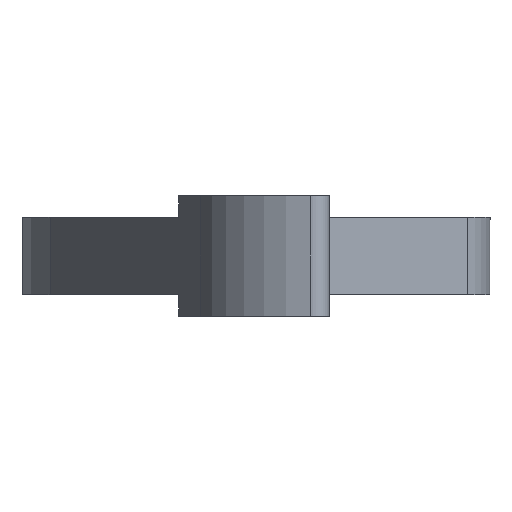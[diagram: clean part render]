
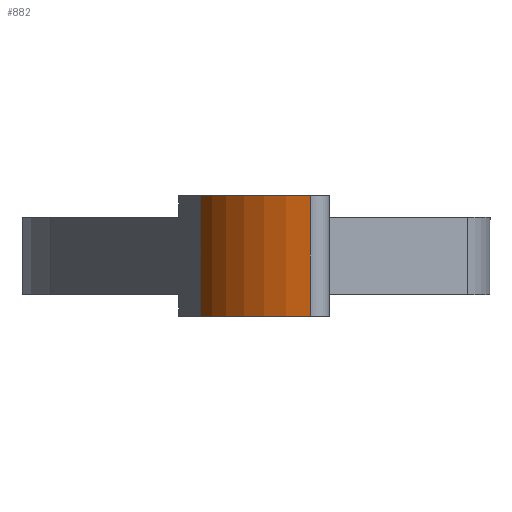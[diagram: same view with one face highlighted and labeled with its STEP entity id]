
A CAD part, left-side view. The second image highlights one B-rep face of the part: STEP entity #882.
In plain terms, the highlighted cylindrical face has radius 13.97 mm (diameter 27.94 mm), a partial arc.
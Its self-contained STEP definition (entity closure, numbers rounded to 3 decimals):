
#13 = CARTESIAN_POINT ( 'NONE',  ( -39.878, 7.468, 5.842 ) ) ;
#126 = DIRECTION ( 'NONE',  ( 0., 0., 1. ) ) ;
#155 = CARTESIAN_POINT ( 'NONE',  ( -44.993, 20.468, -3.759 ) ) ;
#214 = DIRECTION ( 'NONE',  ( 1., 0., 0. ) ) ;
#238 = AXIS2_PLACEMENT_3D ( 'NONE', #13, #456, #429 ) ;
#243 = FACE_OUTER_BOUND ( 'NONE', #631, .T. ) ;
#260 = DIRECTION ( 'NONE',  ( 0., 0., 1. ) ) ;
#299 = AXIS2_PLACEMENT_3D ( 'NONE', #319, #126, #214 ) ;
#315 = VERTEX_POINT ( 'NONE', #1032 ) ;
#319 = CARTESIAN_POINT ( 'NONE',  ( -39.878, 7.468, -5.842 ) ) ;
#326 = DIRECTION ( 'NONE',  ( 1., 0., 0. ) ) ;
#375 = CARTESIAN_POINT ( 'NONE',  ( -53.642, 9.86, -3.759 ) ) ;
#429 = DIRECTION ( 'NONE',  ( 1., 0., 0. ) ) ;
#431 = ORIENTED_EDGE ( 'NONE', *, *, #1269, .T. ) ;
#456 = DIRECTION ( 'NONE',  ( 0., 0., 1. ) ) ;
#482 = VERTEX_POINT ( 'NONE', #546 ) ;
#546 = CARTESIAN_POINT ( 'NONE',  ( -53.642, 9.86, 5.842 ) ) ;
#566 = VECTOR ( 'NONE', #260, 1000. ) ;
#631 = EDGE_LOOP ( 'NONE', ( #431, #832, #846, #662 ) ) ;
#662 = ORIENTED_EDGE ( 'NONE', *, *, #1124, .F. ) ;
#714 = CARTESIAN_POINT ( 'NONE',  ( -44.993, 20.468, 5.842 ) ) ;
#832 = ORIENTED_EDGE ( 'NONE', *, *, #1078, .T. ) ;
#846 = ORIENTED_EDGE ( 'NONE', *, *, #1300, .F. ) ;
#854 = CIRCLE ( 'NONE', #299, 13.97 ) ;
#878 = CYLINDRICAL_SURFACE ( 'NONE', #1060, 13.97 ) ;
#882 = ADVANCED_FACE ( 'NONE', ( #243 ), #878, .T. ) ;
#995 = LINE ( 'NONE', #375, #566 ) ;
#1000 = CARTESIAN_POINT ( 'NONE',  ( -44.993, 20.468, -5.842 ) ) ;
#1032 = CARTESIAN_POINT ( 'NONE',  ( -53.642, 9.86, -5.842 ) ) ;
#1045 = VERTEX_POINT ( 'NONE', #1000 ) ;
#1060 = AXIS2_PLACEMENT_3D ( 'NONE', #1088, #1274, #326 ) ;
#1077 = CIRCLE ( 'NONE', #238, 13.97 ) ;
#1078 = EDGE_CURVE ( 'NONE', #315, #482, #995, .T. ) ;
#1088 = CARTESIAN_POINT ( 'NONE',  ( -39.878, 7.468, -3.759 ) ) ;
#1098 = LINE ( 'NONE', #155, #1282 ) ;
#1124 = EDGE_CURVE ( 'NONE', #1045, #1170, #1098, .T. ) ;
#1170 = VERTEX_POINT ( 'NONE', #714 ) ;
#1269 = EDGE_CURVE ( 'NONE', #1045, #315, #854, .T. ) ;
#1274 = DIRECTION ( 'NONE',  ( 0., 0., 1. ) ) ;
#1282 = VECTOR ( 'NONE', #1337, 1000. ) ;
#1300 = EDGE_CURVE ( 'NONE', #1170, #482, #1077, .T. ) ;
#1337 = DIRECTION ( 'NONE',  ( 0., 0., 1. ) ) ;
